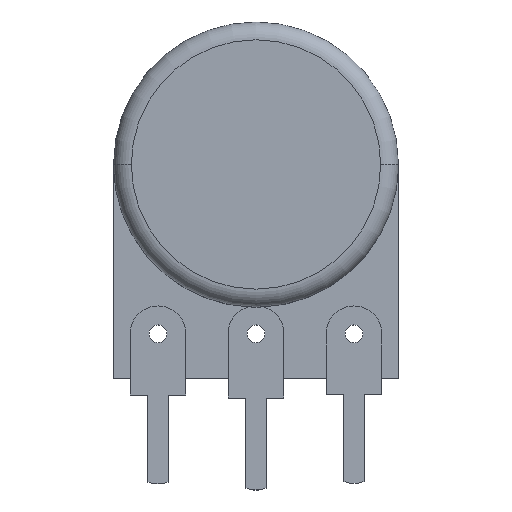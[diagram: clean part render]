
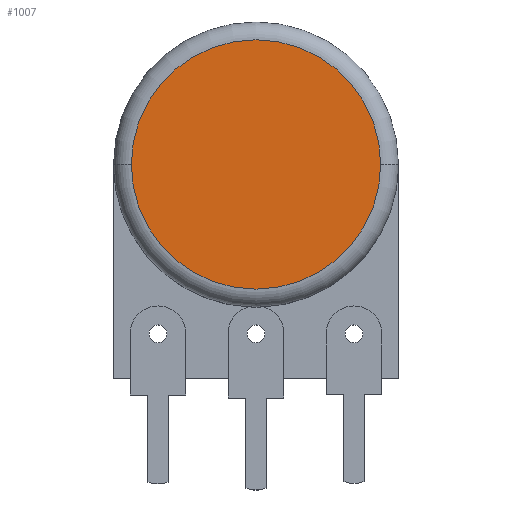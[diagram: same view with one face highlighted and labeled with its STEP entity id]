
A CAD part, top view. The second image highlights one B-rep face of the part: STEP entity #1007.
In plain terms, the highlighted planar face has unit normal (0, 0, 1).
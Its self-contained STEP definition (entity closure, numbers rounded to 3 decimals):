
#88 = CARTESIAN_POINT ( 'NONE',  ( 0., 0., 6. ) ) ;
#168 = EDGE_CURVE ( 'NONE', #5492, #4852, #1736, .T. ) ;
#354 = DIRECTION ( 'NONE',  ( 1., 0., 0. ) ) ;
#1007 = ADVANCED_FACE ( 'NONE', ( #4883 ), #2985, .T. ) ;
#1111 = DIRECTION ( 'NONE',  ( 1., 0., 0. ) ) ;
#1736 = CIRCLE ( 'NONE', #4476, 7. ) ;
#1748 = DIRECTION ( 'NONE',  ( 0., 0., 1. ) ) ;
#1949 = DIRECTION ( 'NONE',  ( 0., 0., 1. ) ) ;
#2212 = DIRECTION ( 'NONE',  ( 0., 0., 1. ) ) ;
#2265 = DIRECTION ( 'NONE',  ( 1., 0., 0. ) ) ;
#2468 = CARTESIAN_POINT ( 'NONE',  ( -7., 0., 6. ) ) ;
#2687 = CARTESIAN_POINT ( 'NONE',  ( 0., 0., 6. ) ) ;
#2985 = PLANE ( 'NONE',  #5735 ) ;
#3442 = CIRCLE ( 'NONE', #3627, 7. ) ;
#3627 = AXIS2_PLACEMENT_3D ( 'NONE', #3644, #2212, #354 ) ;
#3644 = CARTESIAN_POINT ( 'NONE',  ( 0., 0., 6. ) ) ;
#4331 = ORIENTED_EDGE ( 'NONE', *, *, #5033, .T. ) ;
#4444 = EDGE_LOOP ( 'NONE', ( #4331, #4991 ) ) ;
#4476 = AXIS2_PLACEMENT_3D ( 'NONE', #2687, #1748, #2265 ) ;
#4852 = VERTEX_POINT ( 'NONE', #5589 ) ;
#4883 = FACE_OUTER_BOUND ( 'NONE', #4444, .T. ) ;
#4991 = ORIENTED_EDGE ( 'NONE', *, *, #168, .T. ) ;
#5033 = EDGE_CURVE ( 'NONE', #4852, #5492, #3442, .T. ) ;
#5492 = VERTEX_POINT ( 'NONE', #2468 ) ;
#5589 = CARTESIAN_POINT ( 'NONE',  ( 7., 0., 6. ) ) ;
#5735 = AXIS2_PLACEMENT_3D ( 'NONE', #88, #1949, #1111 ) ;
